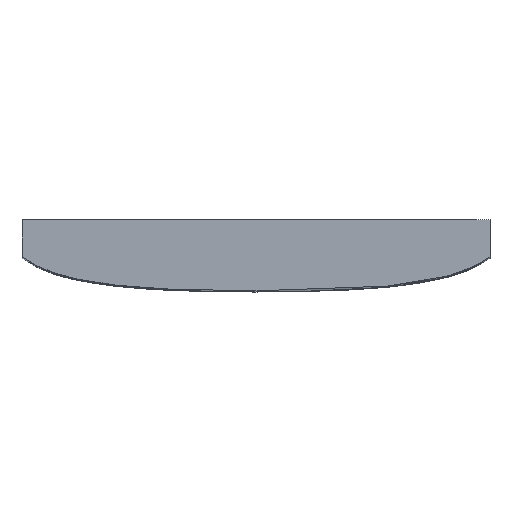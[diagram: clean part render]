
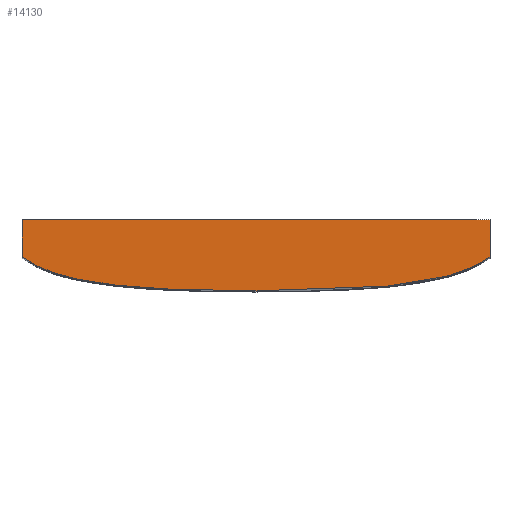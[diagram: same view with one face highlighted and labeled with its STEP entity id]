
A CAD part, top view. The second image highlights one B-rep face of the part: STEP entity #14130.
In plain terms, the highlighted planar face has unit normal (0, 0, 1).
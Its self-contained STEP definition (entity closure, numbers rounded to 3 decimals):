
#415=(
BOUNDED_CURVE()
B_SPLINE_CURVE(2,(#17327,#17328,#17329),.UNSPECIFIED.,.F.,.F.)
B_SPLINE_CURVE_WITH_KNOTS((3,3),(-9.494,-5.315),
 .UNSPECIFIED.)
CURVE()
GEOMETRIC_REPRESENTATION_ITEM()
RATIONAL_B_SPLINE_CURVE((1.,1.587,1.657))
REPRESENTATION_ITEM('')
);
#425=(
BOUNDED_CURVE()
B_SPLINE_CURVE(2,(#26005,#26006,#26007),.UNSPECIFIED.,.F.,.F.)
B_SPLINE_CURVE_WITH_KNOTS((3,3),(-4.18,0.),.UNSPECIFIED.)
CURVE()
GEOMETRIC_REPRESENTATION_ITEM()
RATIONAL_B_SPLINE_CURVE((1.657,1.587,1.))
REPRESENTATION_ITEM('')
);
#1111=FACE_OUTER_BOUND('',#2024,.T.);
#2024=EDGE_LOOP('',(#12857,#12858,#12859,#12860,#12861));
#3344=LINE('',#19112,#4130);
#3346=LINE('',#19116,#4132);
#3972=LINE('',#25998,#4758);
#4130=VECTOR('',#14867,10.);
#4132=VECTOR('',#14871,10.);
#4758=VECTOR('',#16753,10.);
#4906=VERTEX_POINT('',#17324);
#4907=VERTEX_POINT('',#17326);
#5207=VERTEX_POINT('',#19110);
#5208=VERTEX_POINT('',#19114);
#6178=VERTEX_POINT('',#25996);
#6343=EDGE_CURVE('',#4907,#4906,#415,.T.);
#6645=EDGE_CURVE('',#4906,#5207,#3344,.T.);
#6647=EDGE_CURVE('',#5207,#5208,#3346,.T.);
#8260=EDGE_CURVE('',#5208,#6178,#3972,.T.);
#8261=EDGE_CURVE('',#6178,#4907,#425,.T.);
#12857=ORIENTED_EDGE('',*,*,#6647,.T.);
#12858=ORIENTED_EDGE('',*,*,#8260,.T.);
#12859=ORIENTED_EDGE('',*,*,#8261,.T.);
#12860=ORIENTED_EDGE('',*,*,#6343,.T.);
#12861=ORIENTED_EDGE('',*,*,#6645,.T.);
#13446=PLANE('',#14845);
#14130=ADVANCED_FACE('',(#1111),#13446,.T.);
#14845=AXIS2_PLACEMENT_3D('',#27966,#17058,#17059);
#14867=DIRECTION('',(0.,1.,0.));
#14871=DIRECTION('',(-1.,0.,0.));
#16753=DIRECTION('',(0.,-1.,0.));
#17058=DIRECTION('center_axis',(0.,0.,1.));
#17059=DIRECTION('ref_axis',(1.,0.,0.));
#17324=CARTESIAN_POINT('',(44.6,-48.568,137.));
#17326=CARTESIAN_POINT('',(0.,-55.,137.));
#17327=CARTESIAN_POINT('Ctrl Pts',(0.,-55.,137.));
#17328=CARTESIAN_POINT('Ctrl Pts',(35.6,-55.,137.));
#17329=CARTESIAN_POINT('Ctrl Pts',(44.6,-48.568,137.));
#19110=CARTESIAN_POINT('',(44.6,-41.5,137.));
#19112=CARTESIAN_POINT('',(44.6,-41.5,137.));
#19114=CARTESIAN_POINT('',(-44.6,-41.5,137.));
#19116=CARTESIAN_POINT('',(-44.6,-41.5,137.));
#25996=CARTESIAN_POINT('',(-44.6,-48.568,137.));
#25998=CARTESIAN_POINT('',(-44.6,-41.5,137.));
#26005=CARTESIAN_POINT('Ctrl Pts',(-44.6,-48.568,137.));
#26006=CARTESIAN_POINT('Ctrl Pts',(-35.6,-55.,137.));
#26007=CARTESIAN_POINT('Ctrl Pts',(0.,-55.,137.));
#27966=CARTESIAN_POINT('Origin',(0.,-48.25,137.));
